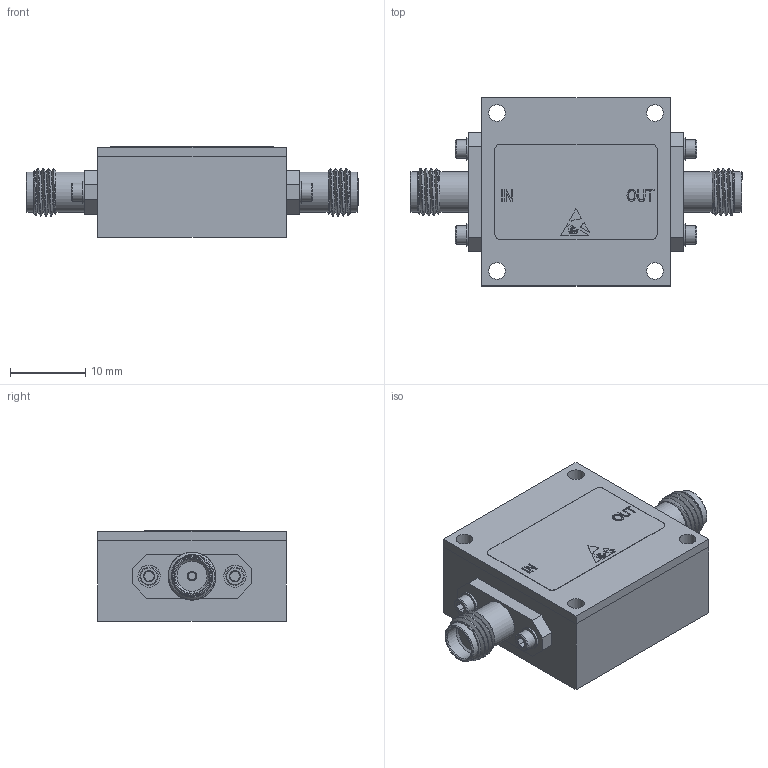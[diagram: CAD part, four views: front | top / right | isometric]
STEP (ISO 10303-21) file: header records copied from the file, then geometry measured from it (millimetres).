
FILE_DESCRIPTION (( 'STEP AP203' ), '1' );
FILE_NAME ('PE80L2003_3D.step', '2020-09-22T19:55:19', ( '' ), ( '' ), 'SwSTEP 2.0', 'SolidWorks 2018', '' );
FILE_SCHEMA (( 'CONFIG_CONTROL_DESIGN' ));
Length unit declared in the file: inch
Products named in the file (1): PE80L2003_3D
Bounding box: 44.17 x 25.02 x 12.06 mm (x, y, z)
Volume: 7960.6 mm3; surface area: 4151.8 mm2
Topology: 2 solids, 10 shells, 323 faces, 742 edges, 478 vertices
Faces by surface type: plane 176, cylinder 59, bspline 44, cone 44
Full cylindrical faces by diameter (mm): 1.016 x4, 1.27 x4, 1.524 x12, 1.854 x4, 2.21 x4, 2.438 x4, 2.946 x4, 4.521 x2, 5.08 x2, 5.334 x4
Entity records: 14223 total; most frequent: CARTESIAN_POINT 7812, ORIENTED_EDGE 1264, DIRECTION 1166, EDGE_CURVE 632, VERTEX_POINT 432, EDGE_LOOP 422, AXIS2_PLACEMENT_3D 410, FACE_OUTER_BOUND 347
